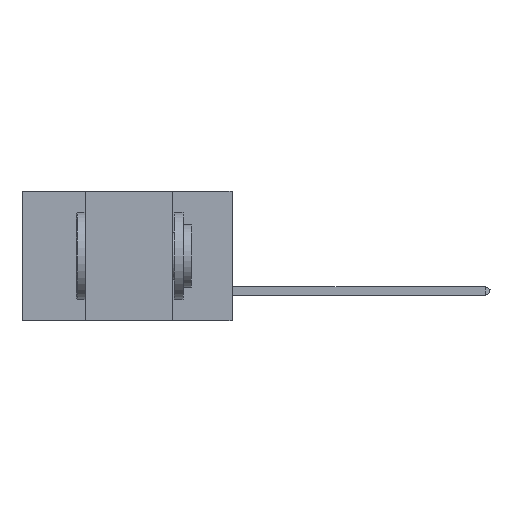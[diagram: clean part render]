
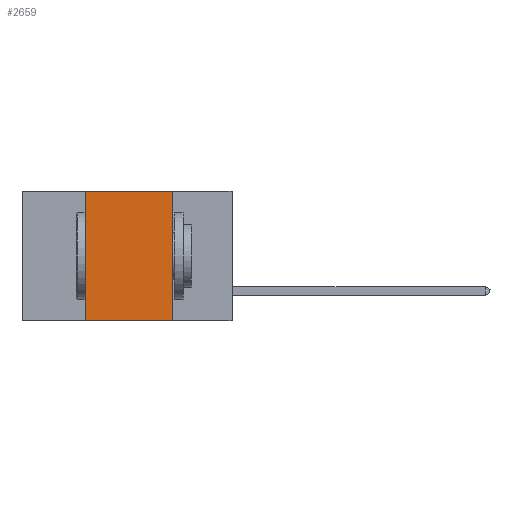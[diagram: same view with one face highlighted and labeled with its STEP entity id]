
A CAD part, left-side view. The second image highlights one B-rep face of the part: STEP entity #2659.
In plain terms, the highlighted planar face has unit normal (-1, 0, 0).
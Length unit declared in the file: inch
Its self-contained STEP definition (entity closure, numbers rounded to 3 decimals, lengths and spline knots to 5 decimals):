
#181 = LINE ( 'NONE', #1906, #13934 ) ;
#986 = ORIENTED_EDGE ( 'NONE', *, *, #20462, .F. ) ;
#1533 = CARTESIAN_POINT ( 'NONE',  ( 0., 0.17, 0. ) ) ;
#1661 = EDGE_CURVE ( 'NONE', #4365, #19361, #8568, .T. ) ;
#1749 = ORIENTED_EDGE ( 'NONE', *, *, #3330, .T. ) ;
#1845 = CARTESIAN_POINT ( 'NONE',  ( 0., 0.6, 0. ) ) ;
#1906 = CARTESIAN_POINT ( 'NONE',  ( 0., 0.42, 0. ) ) ;
#2074 = CARTESIAN_POINT ( 'NONE',  ( 0., 0.6, -0.37 ) ) ;
#2243 = VECTOR ( 'NONE', #14793, 39.37008 ) ;
#2659 = ADVANCED_FACE ( 'NONE', ( #8782 ), #15883, .F. ) ;
#2737 = ORIENTED_EDGE ( 'NONE', *, *, #1661, .F. ) ;
#3330 = EDGE_CURVE ( 'NONE', #4771, #19361, #5186, .T. ) ;
#4365 = VERTEX_POINT ( 'NONE', #1533 ) ;
#4771 = VERTEX_POINT ( 'NONE', #17238 ) ;
#4804 = CARTESIAN_POINT ( 'NONE',  ( 0., 0.17, 0. ) ) ;
#5186 = LINE ( 'NONE', #2074, #10502 ) ;
#5329 = DIRECTION ( 'NONE',  ( 0., -1., 0. ) ) ;
#6547 = CARTESIAN_POINT ( 'NONE',  ( 0., 0.6, 0. ) ) ;
#6568 = LINE ( 'NONE', #1845, #2243 ) ;
#6984 = AXIS2_PLACEMENT_3D ( 'NONE', #6547, #14874, #8453 ) ;
#8453 = DIRECTION ( 'NONE',  ( 0., 0., -1. ) ) ;
#8568 = LINE ( 'NONE', #4804, #19745 ) ;
#8782 = FACE_OUTER_BOUND ( 'NONE', #11769, .T. ) ;
#9155 = CARTESIAN_POINT ( 'NONE',  ( 0., 0.17, -0.37 ) ) ;
#10502 = VECTOR ( 'NONE', #5329, 39.37008 ) ;
#11769 = EDGE_LOOP ( 'NONE', ( #2737, #986, #20858, #1749 ) ) ;
#11879 = VERTEX_POINT ( 'NONE', #17103 ) ;
#13082 = DIRECTION ( 'NONE',  ( 0., 0., -1. ) ) ;
#13934 = VECTOR ( 'NONE', #14784, 39.37008 ) ;
#14784 = DIRECTION ( 'NONE',  ( 0., 0., 1. ) ) ;
#14793 = DIRECTION ( 'NONE',  ( 0., -1., 0. ) ) ;
#14874 = DIRECTION ( 'NONE',  ( 1., 0., 0. ) ) ;
#15883 = PLANE ( 'NONE',  #6984 ) ;
#17103 = CARTESIAN_POINT ( 'NONE',  ( 0., 0.42, 0. ) ) ;
#17238 = CARTESIAN_POINT ( 'NONE',  ( 0., 0.42, -0.37 ) ) ;
#19361 = VERTEX_POINT ( 'NONE', #9155 ) ;
#19709 = EDGE_CURVE ( 'NONE', #4771, #11879, #181, .T. ) ;
#19745 = VECTOR ( 'NONE', #13082, 39.37008 ) ;
#20462 = EDGE_CURVE ( 'NONE', #11879, #4365, #6568, .T. ) ;
#20858 = ORIENTED_EDGE ( 'NONE', *, *, #19709, .F. ) ;
